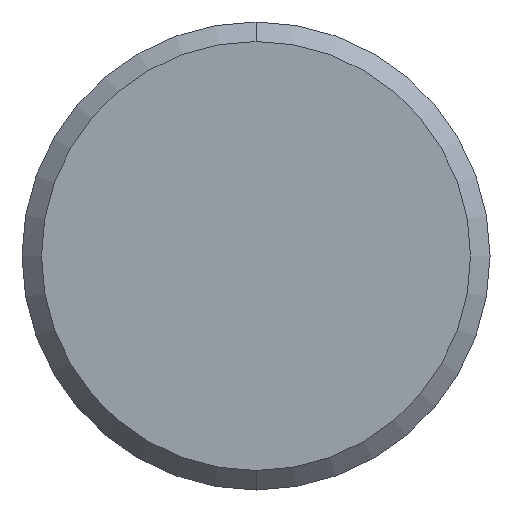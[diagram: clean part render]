
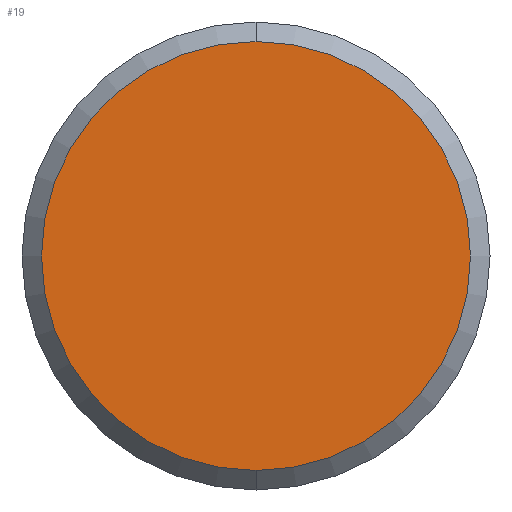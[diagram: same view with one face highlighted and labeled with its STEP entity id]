
A CAD part, front view. The second image highlights one B-rep face of the part: STEP entity #19.
In plain terms, the highlighted planar face has unit normal (0, -1, 0).
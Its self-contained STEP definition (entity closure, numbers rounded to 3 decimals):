
#1 = ORIENTED_EDGE ( 'NONE', *, *, #69, .T. ) ;
#11 = DIRECTION ( 'NONE',  ( 0., -1., 0. ) ) ;
#19 = ADVANCED_FACE ( 'NONE', ( #29 ), #195, .F. ) ;
#23 = CARTESIAN_POINT ( 'NONE',  ( 0., 0., 0. ) ) ;
#29 = FACE_OUTER_BOUND ( 'NONE', #182, .T. ) ;
#59 = ORIENTED_EDGE ( 'NONE', *, *, #229, .T. ) ;
#69 = EDGE_CURVE ( 'NONE', #222, #207, #218, .T. ) ;
#71 = CARTESIAN_POINT ( 'NONE',  ( 0., 0., 0. ) ) ;
#102 = AXIS2_PLACEMENT_3D ( 'NONE', #23, #123, #148 ) ;
#104 = CIRCLE ( 'NONE', #221, 5.5 ) ;
#123 = DIRECTION ( 'NONE',  ( 0., -1., 0. ) ) ;
#124 = DIRECTION ( 'NONE',  ( 0., 1., 0. ) ) ;
#134 = CARTESIAN_POINT ( 'NONE',  ( 0., 0., 5.5 ) ) ;
#146 = CARTESIAN_POINT ( 'NONE',  ( 0., 0., 0. ) ) ;
#148 = DIRECTION ( 'NONE',  ( 0., 0., 1. ) ) ;
#168 = DIRECTION ( 'NONE',  ( 0., 0., 1. ) ) ;
#182 = EDGE_LOOP ( 'NONE', ( #59, #1 ) ) ;
#195 = PLANE ( 'NONE',  #216 ) ;
#207 = VERTEX_POINT ( 'NONE', #134 ) ;
#216 = AXIS2_PLACEMENT_3D ( 'NONE', #146, #124, #240 ) ;
#218 = CIRCLE ( 'NONE', #102, 5.5 ) ;
#221 = AXIS2_PLACEMENT_3D ( 'NONE', #71, #11, #168 ) ;
#222 = VERTEX_POINT ( 'NONE', #230 ) ;
#229 = EDGE_CURVE ( 'NONE', #207, #222, #104, .T. ) ;
#230 = CARTESIAN_POINT ( 'NONE',  ( 0., 0., -5.5 ) ) ;
#240 = DIRECTION ( 'NONE',  ( 0., 0., 1. ) ) ;
